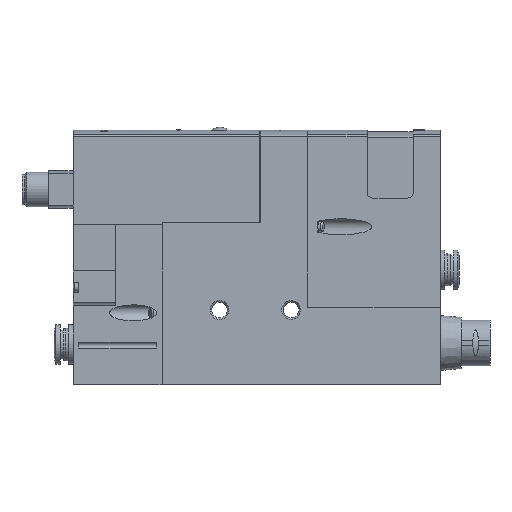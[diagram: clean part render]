
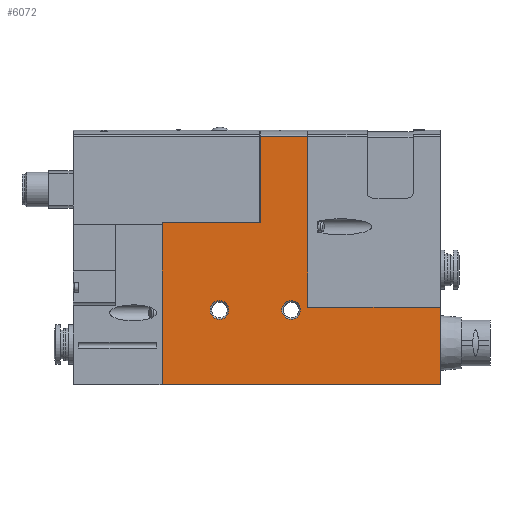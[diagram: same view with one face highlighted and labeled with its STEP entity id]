
A CAD part, top view. The second image highlights one B-rep face of the part: STEP entity #6072.
In plain terms, the highlighted planar face has unit normal (0, 0, 1).
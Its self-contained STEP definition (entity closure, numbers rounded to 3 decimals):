
#303=CIRCLE('',#6470,3.25);
#304=CIRCLE('',#6471,3.25);
#915=ORIENTED_EDGE('',*,*,#1844,.T.);
#916=ORIENTED_EDGE('',*,*,#1845,.T.);
#917=ORIENTED_EDGE('',*,*,#1840,.T.);
#918=ORIENTED_EDGE('',*,*,#1818,.T.);
#919=ORIENTED_EDGE('',*,*,#1627,.T.);
#920=ORIENTED_EDGE('',*,*,#1746,.T.);
#921=ORIENTED_EDGE('',*,*,#1826,.T.);
#922=ORIENTED_EDGE('',*,*,#1835,.T.);
#923=ORIENTED_EDGE('',*,*,#1837,.T.);
#924=ORIENTED_EDGE('',*,*,#1846,.T.);
#1627=EDGE_CURVE('',#2173,#2172,#2564,.T.);
#1746=EDGE_CURVE('',#2172,#2271,#2660,.T.);
#1818=EDGE_CURVE('',#2314,#2173,#2704,.T.);
#1826=EDGE_CURVE('',#2271,#2318,#2709,.T.);
#1835=EDGE_CURVE('',#2318,#2324,#2717,.T.);
#1837=EDGE_CURVE('',#2324,#2325,#2718,.T.);
#1840=EDGE_CURVE('',#2327,#2314,#2720,.T.);
#1844=EDGE_CURVE('',#2329,#2329,#303,.T.);
#1845=EDGE_CURVE('',#2330,#2330,#304,.T.);
#1846=EDGE_CURVE('',#2325,#2327,#2722,.T.);
#2172=VERTEX_POINT('',#8354);
#2173=VERTEX_POINT('',#8356);
#2271=VERTEX_POINT('',#8587);
#2314=VERTEX_POINT('',#8762);
#2318=VERTEX_POINT('',#8774);
#2324=VERTEX_POINT('',#8790);
#2325=VERTEX_POINT('',#8794);
#2327=VERTEX_POINT('',#8801);
#2329=VERTEX_POINT('',#8808);
#2330=VERTEX_POINT('',#8810);
#2564=LINE('',#8355,#2850);
#2660=LINE('',#8588,#2946);
#2704=LINE('',#8761,#2990);
#2709=LINE('',#8775,#2995);
#2717=LINE('',#8791,#3003);
#2718=LINE('',#8795,#3004);
#2720=LINE('',#8800,#3006);
#2722=LINE('',#8811,#3008);
#2850=VECTOR('',#6950,1000.);
#2946=VECTOR('',#7122,1000.);
#2990=VECTOR('',#7340,1000.);
#2995=VECTOR('',#7353,1000.);
#3003=VECTOR('',#7365,1000.);
#3004=VECTOR('',#7370,1000.);
#3006=VECTOR('',#7376,1000.);
#3008=VECTOR('',#7388,1000.);
#3238=EDGE_LOOP('',(#915));
#3239=EDGE_LOOP('',(#916));
#3240=EDGE_LOOP('',(#917,#918,#919,#920,#921,#922,#923,#924));
#3694=FACE_BOUND('',#3238,.T.);
#3695=FACE_BOUND('',#3239,.T.);
#3696=FACE_BOUND('',#3240,.T.);
#4074=PLANE('',#6469);
#6072=ADVANCED_FACE('',(#3694,#3695,#3696),#4074,.T.);
#6469=AXIS2_PLACEMENT_3D('',#8806,#7382,#7383);
#6470=AXIS2_PLACEMENT_3D('',#8807,#7384,#7385);
#6471=AXIS2_PLACEMENT_3D('',#8809,#7386,#7387);
#6950=DIRECTION('',(0.,-1.,0.));
#7122=DIRECTION('',(1.,0.,0.));
#7340=DIRECTION('',(-1.,0.,0.));
#7353=DIRECTION('',(0.,1.,0.));
#7365=DIRECTION('',(-1.,0.,0.));
#7370=DIRECTION('',(0.,1.,0.));
#7376=DIRECTION('',(0.,-1.,0.));
#7382=DIRECTION('',(0.,0.,1.));
#7383=DIRECTION('',(1.,0.,0.));
#7384=DIRECTION('',(0.,0.,-1.));
#7385=DIRECTION('',(-1.,0.,0.));
#7386=DIRECTION('',(0.,0.,-1.));
#7387=DIRECTION('',(-1.,0.,0.));
#7388=DIRECTION('',(-1.,0.,0.));
#8354=CARTESIAN_POINT('',(31.,0.,10.25));
#8355=CARTESIAN_POINT('',(31.,56.4,10.25));
#8356=CARTESIAN_POINT('',(31.,56.4,10.25));
#8587=CARTESIAN_POINT('',(128.,0.,10.25));
#8588=CARTESIAN_POINT('',(31.,0.,10.25));
#8761=CARTESIAN_POINT('',(65.3,56.4,10.25));
#8762=CARTESIAN_POINT('',(65.3,56.4,10.25));
#8774=CARTESIAN_POINT('',(128.,27.,10.25));
#8775=CARTESIAN_POINT('',(128.,0.,10.25));
#8790=CARTESIAN_POINT('',(81.749,27.,10.25));
#8791=CARTESIAN_POINT('',(128.,27.,10.25));
#8794=CARTESIAN_POINT('',(81.749,86.442,10.25));
#8795=CARTESIAN_POINT('',(81.749,27.,10.25));
#8800=CARTESIAN_POINT('',(65.3,90.,10.25));
#8801=CARTESIAN_POINT('',(65.3,86.442,10.25));
#8806=CARTESIAN_POINT('',(0.,0.,10.25));
#8807=CARTESIAN_POINT('',(76.,26.,10.25));
#8808=CARTESIAN_POINT('',(72.75,26.,10.25));
#8809=CARTESIAN_POINT('',(51.,26.,10.25));
#8810=CARTESIAN_POINT('',(47.75,26.,10.25));
#8811=CARTESIAN_POINT('',(81.75,86.442,10.25));
